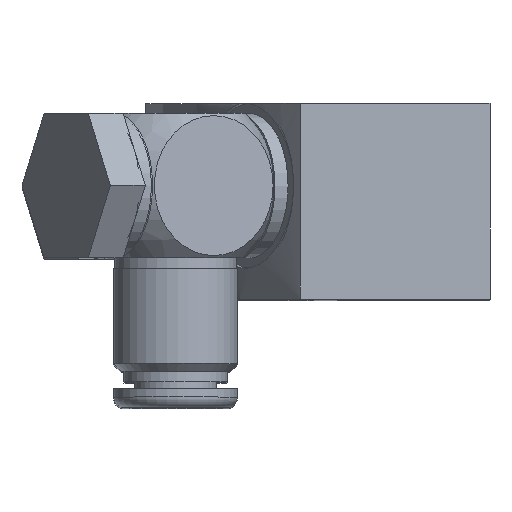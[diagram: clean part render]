
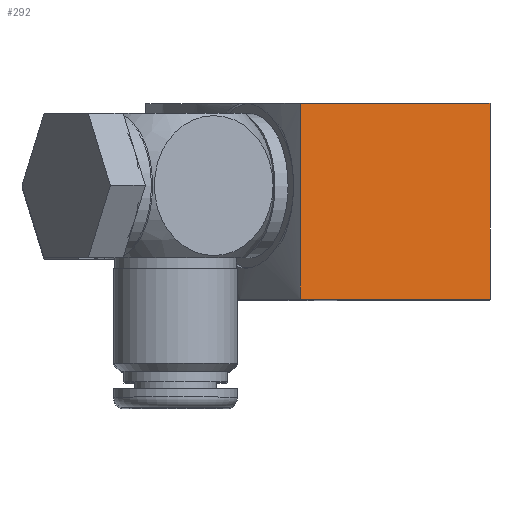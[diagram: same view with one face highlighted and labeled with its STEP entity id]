
A CAD part, top view. The second image highlights one B-rep face of the part: STEP entity #292.
In plain terms, the highlighted planar face has unit normal (0.643, 0, 0.766).
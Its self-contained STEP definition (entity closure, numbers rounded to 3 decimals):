
#75=CARTESIAN_POINT('',(10.272,-5.907,19.101));
#76=VERTEX_POINT('',#75);
#84=CARTESIAN_POINT('',(-8.113,-5.907,34.528));
#85=VERTEX_POINT('',#84);
#86=CARTESIAN_POINT('',(10.272,-5.907,19.101));
#87=DIRECTION('',(-0.766,0.0,0.643));
#88=VECTOR('',#87,24.0);
#89=LINE('',#86,#88);
#90=EDGE_CURVE('',#76,#85,#89,.T.);
#137=CARTESIAN_POINT('',(10.272,13.093,19.101));
#138=VERTEX_POINT('',#137);
#139=CARTESIAN_POINT('',(-8.113,13.093,34.528));
#140=VERTEX_POINT('',#139);
#141=CARTESIAN_POINT('',(10.272,13.093,19.101));
#142=DIRECTION('',(-0.766,0.0,0.643));
#143=VECTOR('',#142,24.0);
#144=LINE('',#141,#143);
#145=EDGE_CURVE('',#138,#140,#144,.T.);
#243=CARTESIAN_POINT('',(10.272,-5.907,19.101));
#244=DIRECTION('',(0.0,1.0,0.0));
#245=VECTOR('',#244,19.0);
#246=LINE('',#243,#245);
#247=EDGE_CURVE('',#76,#138,#246,.T.);
#276=CARTESIAN_POINT('',(10.272,-5.907,19.101));
#277=DIRECTION('',(0.643,0.0,0.766));
#278=DIRECTION('',(0.766,0.0,-0.643));
#279=AXIS2_PLACEMENT_3D('',#276,#277,#278);
#280=PLANE('',#279);
#281=ORIENTED_EDGE('',*,*,#145,.T.);
#282=CARTESIAN_POINT('',(-8.113,-5.907,34.528));
#283=DIRECTION('',(0.0,1.0,0.0));
#284=VECTOR('',#283,19.0);
#285=LINE('',#282,#284);
#286=EDGE_CURVE('',#85,#140,#285,.T.);
#287=ORIENTED_EDGE('',*,*,#286,.F.);
#288=ORIENTED_EDGE('',*,*,#90,.F.);
#289=ORIENTED_EDGE('',*,*,#247,.T.);
#290=EDGE_LOOP('',(#281,#287,#288,#289));
#291=FACE_OUTER_BOUND('',#290,.T.);
#292=ADVANCED_FACE('',(#291),#280,.T.);
